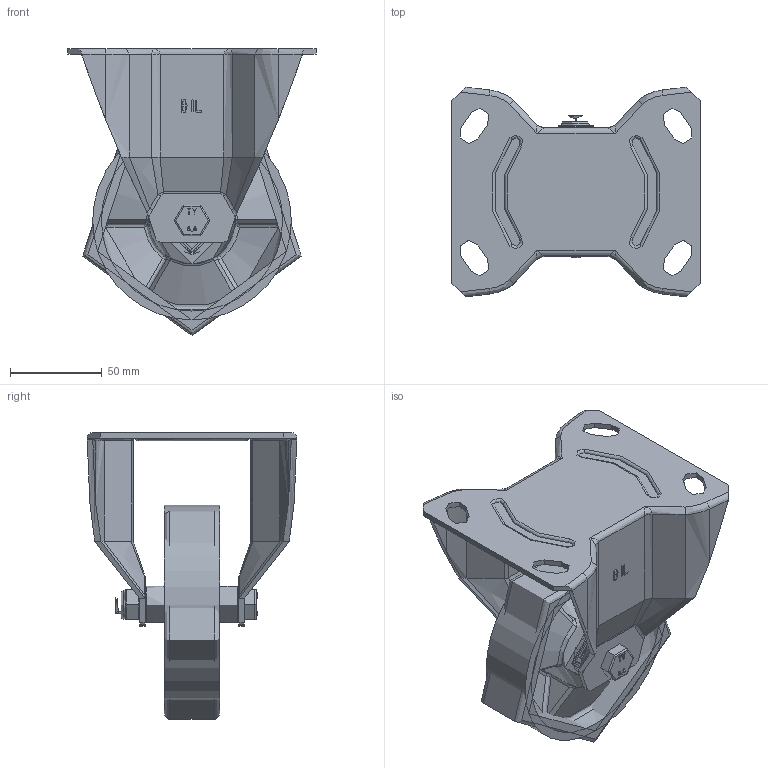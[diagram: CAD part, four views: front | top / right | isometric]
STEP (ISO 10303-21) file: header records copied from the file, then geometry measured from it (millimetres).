
FILE_DESCRIPTION(/* description */ (''),/* implementation_level */ '2;1');
FILE_NAME(/* name */ 'BZEHF125PTBJLP.step',/* time_stamp */ '2024-07-29T11:07:19+01:00',/* author */ (''),/* organization */ (''),/* preprocessor_version */ 'ST-DEVELOPER v20',/* originating_system */ 'Autodesk Translation Framework v13.14.0.145',/* authorisation */ '');
FILE_SCHEMA (('AUTOMOTIVE_DESIGN { 1 0 10303 214 3 1 1 }'));
Length unit declared in the file: millimetre
Products named in the file (27): BZEHF125PTBJLP; BZEHF125ASLP v1; ZINC PLATED, PRESSED STEEL BRACKET; BZH125WPTBJM15 v1; POLYURETHANE TYRE; CAST IRON RIM; BEARING 6202; Pattern; BEARING 6202 (1); Pattern (1); Component1; METAL; METAL2; MIDDLE; RUBBER; RUBBER2; BEARING SPACER; TH15X10X10 v1; ZINC PLATED HEADED SPACER; TH15X10X10 v1 (1); ZINC PLATED HEADED SPACER (1); HEXBOLTM10X70Z8.8 v2; GRADE 8.8 THREADED ZINC PLATED BOLT; NYLOCM10Z v1; NYLOC NUT; RUBBER (1); NUT
Assembly tree (46 placements, depth 5):
  BZEHF125PTBJLP
    BZEHF125ASLP v1
      ZINC PLATED, PRESSED STEEL BRACKET
    BZH125WPTBJM15 v1
      POLYURETHANE TYRE
      CAST IRON RIM
      BEARING 6202
        METAL
        METAL2
        Pattern
          Component1  x8
        MIDDLE
        RUBBER
        RUBBER2
      BEARING 6202 (1)
        Pattern (1)
          Component1  x8
        METAL
        METAL2
        MIDDLE
        RUBBER
        RUBBER2
      BEARING SPACER
    TH15X10X10 v1
      ZINC PLATED HEADED SPACER
    TH15X10X10 v1 (1)
      ZINC PLATED HEADED SPACER (1)
    HEXBOLTM10X70Z8.8 v2
      GRADE 8.8 THREADED ZINC PLATED BOLT
    NYLOCM10Z v1
      NYLOC NUT
        RUBBER (1)
        NUT
Bounding box: 135 x 114 x 156 mm (x, y, z)
Volume: 302736.1 mm3; surface area: 163149.8 mm2
Topology: 35 solids, 35 shells, 1287 faces, 3182 edges, 2047 vertices
Faces by surface type: bspline 444, plane 436, cylinder 240, sphere 84, torus 61, cone 22
Full cylindrical faces by diameter (mm): 8.141 x18, 9.85 x19, 10 x3, 10.2 x2, 10.5 x2, 12 x2, 14.75 x2, 15 x3, 16 x2, 18 x2, 19 x1, 20 x10, 22.5 x4, 23 x4, 30 x8, 30.5 x4, 31 x8, 32 x3, 35 x4, 47 x2, 98.5 x2, 108 x2, 125 x1
Entity records: 60889 total; most frequent: CARTESIAN_POINT 39558, ORIENTED_EDGE 4566, DIRECTION 3694, EDGE_CURVE 2283, VERTEX_POINT 1459, AXIS2_PLACEMENT_3D 1416, EDGE_LOOP 1082, FACE_OUTER_BOUND 942
